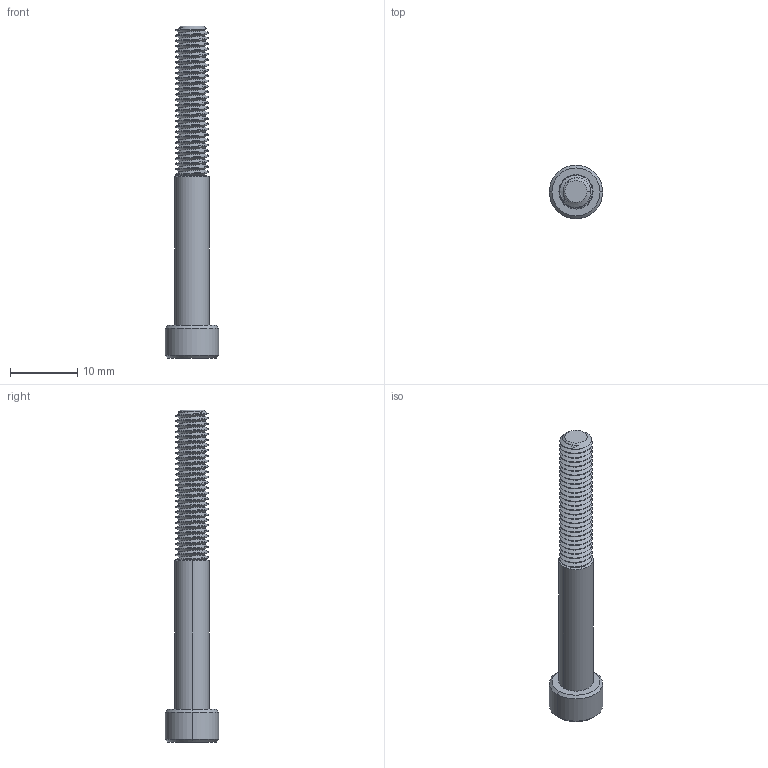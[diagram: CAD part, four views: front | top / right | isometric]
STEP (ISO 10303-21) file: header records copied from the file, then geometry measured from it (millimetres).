
FILE_DESCRIPTION (( 'STEP AP203' ), '1' );
FILE_NAME ('92185A995.step', '2014-02-13T21:26:02', ( '' ), ( '' ), 'SwSTEP 2.0', 'SolidWorks 2013', '' );
FILE_SCHEMA (( 'CONFIG_CONTROL_DESIGN' ));
Length unit declared in the file: inch
Products named in the file (1): 92185A995
Bounding box: 7.92 x 7.92 x 49.28 mm (x, y, z)
Volume: 968.8 mm3; surface area: 1119.6 mm2
Topology: 1 solids, 1 shells, 145 faces, 405 edges, 264 vertices
Faces by surface type: cylinder 117, cone 15, plane 11, bspline 2
Entity records: 8689 total; most frequent: CARTESIAN_POINT 5581, ORIENTED_EDGE 810, DIRECTION 478, EDGE_CURVE 405, VERTEX_POINT 264, AXIS2_PLACEMENT_3D 171, EDGE_LOOP 147, FACE_OUTER_BOUND 145
